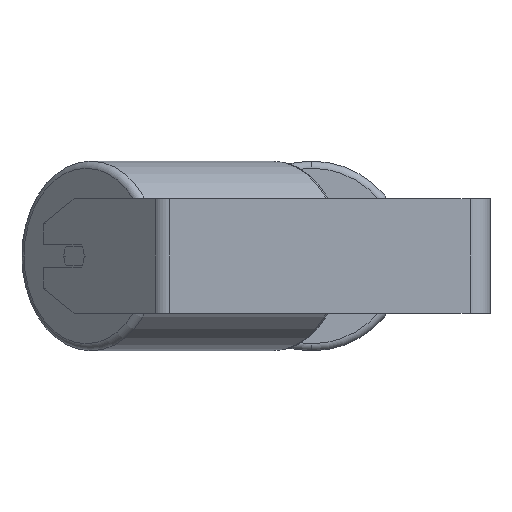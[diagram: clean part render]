
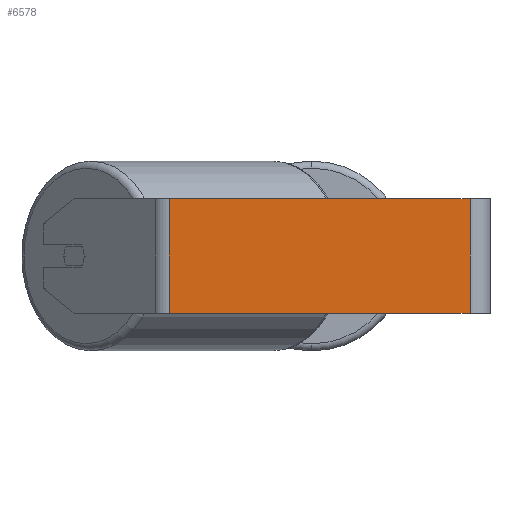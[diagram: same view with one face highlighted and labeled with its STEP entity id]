
A CAD part, left-side view. The second image highlights one B-rep face of the part: STEP entity #6578.
In plain terms, the highlighted planar face has unit normal (-1, 0, 0).
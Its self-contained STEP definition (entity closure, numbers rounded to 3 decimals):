
#93 = ORIENTED_EDGE ( 'NONE', *, *, #6787, .F. ) ;
#137 = CARTESIAN_POINT ( 'NONE',  ( -350., 14., 40. ) ) ;
#545 = CARTESIAN_POINT ( 'NONE',  ( -350., 230.541, 40. ) ) ;
#579 = EDGE_CURVE ( 'NONE', #1981, #4602, #5448, .T. ) ;
#871 = VECTOR ( 'NONE', #3547, 1000. ) ;
#896 = VERTEX_POINT ( 'NONE', #137 ) ;
#900 = EDGE_CURVE ( 'NONE', #4602, #5169, #5346, .T. ) ;
#951 = FACE_OUTER_BOUND ( 'NONE', #1350, .T. ) ;
#1118 = ORIENTED_EDGE ( 'NONE', *, *, #579, .T. ) ;
#1350 = EDGE_LOOP ( 'NONE', ( #2346, #93, #6869, #1118 ) ) ;
#1981 = VERTEX_POINT ( 'NONE', #6544 ) ;
#2110 = CARTESIAN_POINT ( 'NONE',  ( -350., 224.742, 40. ) ) ;
#2256 = VECTOR ( 'NONE', #4947, 1000. ) ;
#2280 = DIRECTION ( 'NONE',  ( 0., 0., -1. ) ) ;
#2346 = ORIENTED_EDGE ( 'NONE', *, *, #900, .T. ) ;
#2639 = VECTOR ( 'NONE', #6675, 1000. ) ;
#2745 = LINE ( 'NONE', #7178, #5299 ) ;
#2847 = EDGE_CURVE ( 'NONE', #1981, #896, #7588, .T. ) ;
#3120 = CARTESIAN_POINT ( 'NONE',  ( -350., 14., -40. ) ) ;
#3388 = DIRECTION ( 'NONE',  ( 0., 0., -1. ) ) ;
#3481 = CARTESIAN_POINT ( 'NONE',  ( -350., 224.742, -40. ) ) ;
#3547 = DIRECTION ( 'NONE',  ( 0., -1., 0. ) ) ;
#3633 = CARTESIAN_POINT ( 'NONE',  ( -350., 230.541, -40. ) ) ;
#4329 = PLANE ( 'NONE',  #8266 ) ;
#4602 = VERTEX_POINT ( 'NONE', #3481 ) ;
#4947 = DIRECTION ( 'NONE',  ( 0., -1., 0. ) ) ;
#5169 = VERTEX_POINT ( 'NONE', #3120 ) ;
#5299 = VECTOR ( 'NONE', #3388, 1000. ) ;
#5346 = LINE ( 'NONE', #3633, #871 ) ;
#5448 = LINE ( 'NONE', #2110, #2639 ) ;
#5525 = DIRECTION ( 'NONE',  ( 1., 0., 0. ) ) ;
#6544 = CARTESIAN_POINT ( 'NONE',  ( -350., 224.742, 40. ) ) ;
#6578 = ADVANCED_FACE ( 'NONE', ( #951 ), #4329, .F. ) ;
#6675 = DIRECTION ( 'NONE',  ( 0., 0., -1. ) ) ;
#6787 = EDGE_CURVE ( 'NONE', #896, #5169, #2745, .T. ) ;
#6869 = ORIENTED_EDGE ( 'NONE', *, *, #2847, .F. ) ;
#7178 = CARTESIAN_POINT ( 'NONE',  ( -350., 14., 40. ) ) ;
#7485 = CARTESIAN_POINT ( 'NONE',  ( -350., 230.541, 40. ) ) ;
#7588 = LINE ( 'NONE', #545, #2256 ) ;
#8266 = AXIS2_PLACEMENT_3D ( 'NONE', #7485, #5525, #2280 ) ;
